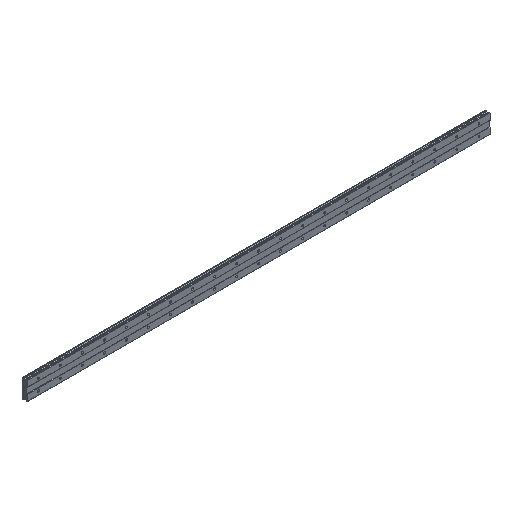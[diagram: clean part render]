
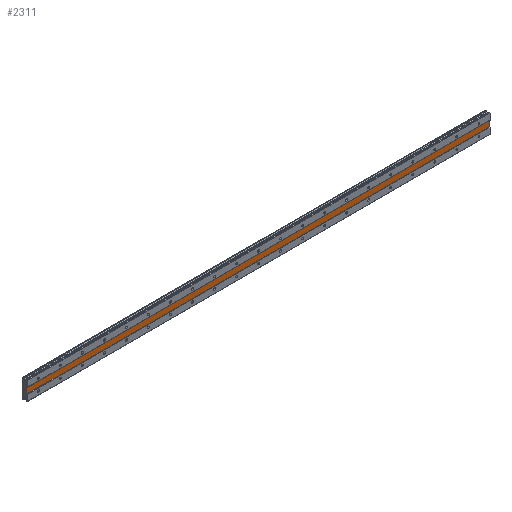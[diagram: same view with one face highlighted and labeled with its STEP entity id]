
A CAD part, isometric view. The second image highlights one B-rep face of the part: STEP entity #2311.
In plain terms, the highlighted planar face has unit normal (0, -1, 0).
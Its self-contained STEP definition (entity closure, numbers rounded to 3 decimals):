
#43 = CARTESIAN_POINT ( 'NONE',  ( 1640., 1., 10. ) ) ;
#78 = CARTESIAN_POINT ( 'NONE',  ( -40., 1., 34.482 ) ) ;
#553 = VERTEX_POINT ( 'NONE', #6330 ) ;
#580 = ORIENTED_EDGE ( 'NONE', *, *, #2657, .T. ) ;
#1150 = PLANE ( 'NONE',  #6594 ) ;
#1557 = VECTOR ( 'NONE', #4504, 1000. ) ;
#1561 = ORIENTED_EDGE ( 'NONE', *, *, #4985, .F. ) ;
#1622 = DIRECTION ( 'NONE',  ( 0., 0., -1. ) ) ;
#1693 = VERTEX_POINT ( 'NONE', #4074 ) ;
#1823 = EDGE_CURVE ( 'NONE', #6791, #3960, #5266, .T. ) ;
#2021 = CARTESIAN_POINT ( 'NONE',  ( 1640., 1., 10. ) ) ;
#2160 = CARTESIAN_POINT ( 'NONE',  ( 1640., 1., -10. ) ) ;
#2311 = ADVANCED_FACE ( 'NONE', ( #5126 ), #1150, .F. ) ;
#2394 = DIRECTION ( 'NONE',  ( 0., 0., -1. ) ) ;
#2582 = VECTOR ( 'NONE', #6241, 1000. ) ;
#2657 = EDGE_CURVE ( 'NONE', #3960, #553, #7415, .T. ) ;
#2818 = VECTOR ( 'NONE', #1622, 1000. ) ;
#3076 = CARTESIAN_POINT ( 'NONE',  ( -40., 1., -10. ) ) ;
#3385 = VECTOR ( 'NONE', #2394, 1000. ) ;
#3960 = VERTEX_POINT ( 'NONE', #3076 ) ;
#4074 = CARTESIAN_POINT ( 'NONE',  ( 1640., 1., 10. ) ) ;
#4130 = DIRECTION ( 'NONE',  ( 0., 1., 0. ) ) ;
#4504 = DIRECTION ( 'NONE',  ( 1., 0., 0. ) ) ;
#4524 = CARTESIAN_POINT ( 'NONE',  ( -40., 1., 10. ) ) ;
#4985 = EDGE_CURVE ( 'NONE', #6791, #1693, #7278, .T. ) ;
#5068 = CARTESIAN_POINT ( 'NONE',  ( 1640., 1., 34.482 ) ) ;
#5126 = FACE_OUTER_BOUND ( 'NONE', #6719, .T. ) ;
#5266 = LINE ( 'NONE', #78, #3385 ) ;
#5651 = LINE ( 'NONE', #5068, #2818 ) ;
#6241 = DIRECTION ( 'NONE',  ( 1., 0., 0. ) ) ;
#6330 = CARTESIAN_POINT ( 'NONE',  ( 1640., 1., -10. ) ) ;
#6594 = AXIS2_PLACEMENT_3D ( 'NONE', #43, #4130, #7499 ) ;
#6617 = ORIENTED_EDGE ( 'NONE', *, *, #1823, .T. ) ;
#6719 = EDGE_LOOP ( 'NONE', ( #580, #6768, #1561, #6617 ) ) ;
#6768 = ORIENTED_EDGE ( 'NONE', *, *, #7185, .F. ) ;
#6791 = VERTEX_POINT ( 'NONE', #4524 ) ;
#7185 = EDGE_CURVE ( 'NONE', #1693, #553, #5651, .T. ) ;
#7278 = LINE ( 'NONE', #2021, #2582 ) ;
#7415 = LINE ( 'NONE', #2160, #1557 ) ;
#7499 = DIRECTION ( 'NONE',  ( 0., 0., 1. ) ) ;
